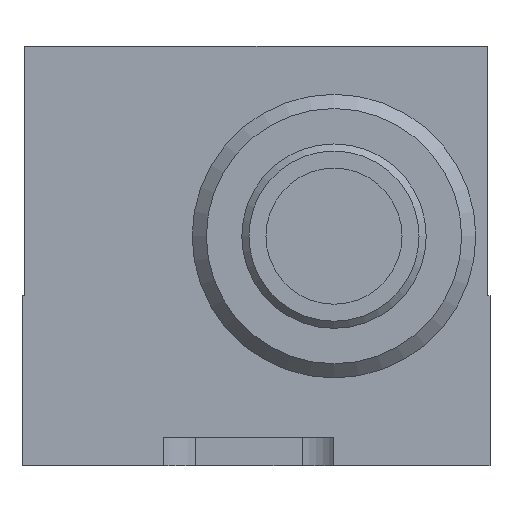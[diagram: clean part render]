
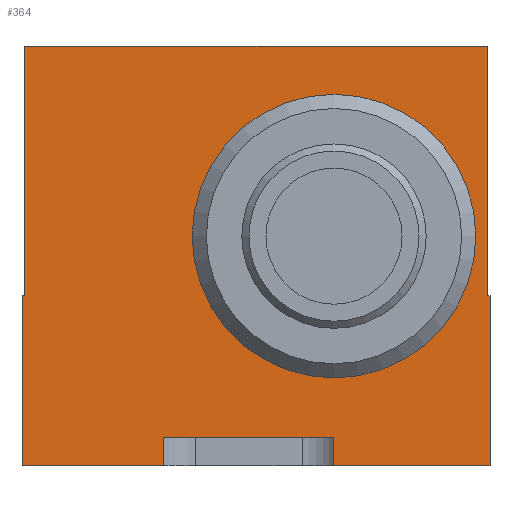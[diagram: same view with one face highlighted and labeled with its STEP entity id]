
A CAD part, left-side view. The second image highlights one B-rep face of the part: STEP entity #364.
In plain terms, the highlighted planar face has unit normal (-1, 0, 0).
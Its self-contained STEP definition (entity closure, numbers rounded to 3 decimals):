
#293=CIRCLE('',#6703,5.);
#364=ADVANCED_FACE('',(#926,#1269),#715,.T.);
#715=PLANE('',#6704);
#926=FACE_OUTER_BOUND('',#1371,.T.);
#1269=FACE_BOUND('',#1372,.T.);
#1371=EDGE_LOOP('',(#2330,#2331,#2332,#2333,#2334,#2335,#2336,#2337,#2338,
#2339,#2340,#2341));
#1372=EDGE_LOOP('',(#2342));
#2330=ORIENTED_EDGE('',*,*,#4733,.T.);
#2331=ORIENTED_EDGE('',*,*,#4641,.T.);
#2332=ORIENTED_EDGE('',*,*,#4726,.T.);
#2333=ORIENTED_EDGE('',*,*,#4728,.T.);
#2334=ORIENTED_EDGE('',*,*,#4666,.F.);
#2335=ORIENTED_EDGE('',*,*,#4717,.T.);
#2336=ORIENTED_EDGE('',*,*,#4656,.T.);
#2337=ORIENTED_EDGE('',*,*,#4734,.F.);
#2338=ORIENTED_EDGE('',*,*,#4735,.F.);
#2339=ORIENTED_EDGE('',*,*,#4645,.T.);
#2340=ORIENTED_EDGE('',*,*,#4736,.F.);
#2341=ORIENTED_EDGE('',*,*,#4737,.F.);
#2342=ORIENTED_EDGE('',*,*,#4738,.F.);
#4027=VERTEX_POINT('',#9136);
#4028=VERTEX_POINT('',#9138);
#4031=VERTEX_POINT('',#9144);
#4032=VERTEX_POINT('',#9146);
#4040=VERTEX_POINT('',#9165);
#4041=VERTEX_POINT('',#9167);
#4049=VERTEX_POINT('',#9185);
#4050=VERTEX_POINT('',#9187);
#4104=VERTEX_POINT('',#9304);
#4108=VERTEX_POINT('',#9319);
#4109=VERTEX_POINT('',#9321);
#4110=VERTEX_POINT('',#9324);
#4111=VERTEX_POINT('',#9327);
#4641=EDGE_CURVE('',#4028,#4027,#5440,.T.);
#4645=EDGE_CURVE('',#4032,#4031,#5442,.T.);
#4656=EDGE_CURVE('',#4041,#4040,#5451,.T.);
#4666=EDGE_CURVE('',#4049,#4050,#5461,.T.);
#4717=EDGE_CURVE('',#4049,#4041,#5486,.T.);
#4726=EDGE_CURVE('',#4027,#4104,#5493,.T.);
#4728=EDGE_CURVE('',#4104,#4050,#5495,.T.);
#4733=EDGE_CURVE('',#4108,#4028,#5499,.T.);
#4734=EDGE_CURVE('',#4109,#4040,#5500,.T.);
#4735=EDGE_CURVE('',#4032,#4109,#5501,.T.);
#4736=EDGE_CURVE('',#4110,#4031,#5502,.T.);
#4737=EDGE_CURVE('',#4108,#4110,#5503,.T.);
#4738=EDGE_CURVE('',#4111,#4111,#293,.T.);
#5440=LINE('',#9137,#6064);
#5442=LINE('',#9145,#6066);
#5451=LINE('',#9166,#6075);
#5461=LINE('',#9186,#6085);
#5486=LINE('',#9288,#6110);
#5493=LINE('',#9305,#6117);
#5495=LINE('',#9308,#6119);
#5499=LINE('',#9318,#6123);
#5500=LINE('',#9320,#6124);
#5501=LINE('',#9322,#6125);
#5502=LINE('',#9323,#6126);
#5503=LINE('',#9325,#6127);
#6064=VECTOR('',#7206,1.);
#6066=VECTOR('',#7212,1.);
#6075=VECTOR('',#7227,1.);
#6085=VECTOR('',#7239,1.);
#6110=VECTOR('',#7320,1.);
#6117=VECTOR('',#7335,1.);
#6119=VECTOR('',#7339,1.);
#6123=VECTOR('',#7349,1.);
#6124=VECTOR('',#7350,1.);
#6125=VECTOR('',#7351,1.);
#6126=VECTOR('',#7352,1.);
#6127=VECTOR('',#7353,1.);
#6703=AXIS2_PLACEMENT_3D('',#9326,#7354,#7355);
#6704=AXIS2_PLACEMENT_3D('',#9328,#7356,#7357);
#7206=DIRECTION('',(0.,-1.,0.));
#7212=DIRECTION('',(0.,-1.,0.));
#7227=DIRECTION('',(0.,0.,-1.));
#7239=DIRECTION('',(0.,0.,-1.));
#7320=DIRECTION('',(0.,1.,0.));
#7335=DIRECTION('',(0.,0.,1.));
#7339=DIRECTION('',(0.,1.,0.));
#7349=DIRECTION('',(0.,0.,-1.));
#7350=DIRECTION('',(0.,-1.,0.));
#7351=DIRECTION('',(0.,0.,1.));
#7352=DIRECTION('',(0.,0.,-1.));
#7353=DIRECTION('',(0.,1.,0.));
#7354=DIRECTION('',(-1.,0.,0.));
#7355=DIRECTION('',(0.,0.,1.));
#7356=DIRECTION('',(-1.,0.,0.));
#7357=DIRECTION('',(0.,0.,1.));
#9136=CARTESIAN_POINT('',(-18.,-8.5,0.8));
#9137=CARTESIAN_POINT('',(-18.,-0.25,0.8));
#9138=CARTESIAN_POINT('',(-18.,-2.996,0.8));
#9144=CARTESIAN_POINT('',(-18.,3.,0.8));
#9145=CARTESIAN_POINT('',(-18.,-0.25,0.8));
#9146=CARTESIAN_POINT('',(-18.,8.,0.8));
#9165=CARTESIAN_POINT('',(-18.,7.9,6.8));
#9166=CARTESIAN_POINT('',(-18.,7.9,15.6));
#9167=CARTESIAN_POINT('',(-18.,7.9,15.6));
#9185=CARTESIAN_POINT('',(-18.,-8.4,15.6));
#9186=CARTESIAN_POINT('',(-18.,-8.4,15.6));
#9187=CARTESIAN_POINT('',(-18.,-8.4,6.8));
#9288=CARTESIAN_POINT('',(-18.,-0.25,15.6));
#9304=CARTESIAN_POINT('',(-18.,-8.5,6.8));
#9305=CARTESIAN_POINT('',(-18.,-8.5,0.8));
#9308=CARTESIAN_POINT('',(-18.,-8.4,6.8));
#9318=CARTESIAN_POINT('',(-18.,-2.996,1.8));
#9319=CARTESIAN_POINT('',(-18.,-2.996,1.8));
#9320=CARTESIAN_POINT('',(-18.,7.9,6.8));
#9321=CARTESIAN_POINT('',(-18.,8.,6.8));
#9322=CARTESIAN_POINT('',(-18.,8.,0.8));
#9323=CARTESIAN_POINT('',(-18.,3.,1.8));
#9324=CARTESIAN_POINT('',(-18.,3.,1.8));
#9325=CARTESIAN_POINT('',(-18.,-2.996,1.8));
#9326=CARTESIAN_POINT('',(-18.,-3.,8.9));
#9327=CARTESIAN_POINT('',(-18.,-3.,13.9));
#9328=CARTESIAN_POINT('',(-18.,-0.25,0.8));
